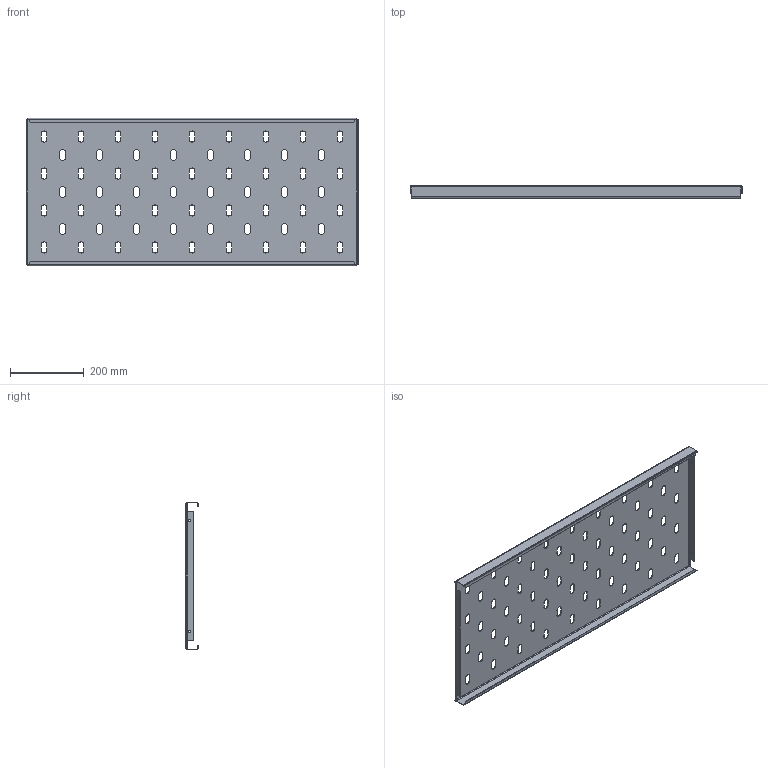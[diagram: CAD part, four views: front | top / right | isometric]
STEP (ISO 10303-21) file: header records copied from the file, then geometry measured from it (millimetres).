
FILE_DESCRIPTION (( 'STEP AP214' ), '1' );
FILE_NAME ('945.105.STEP', '2024-10-04T07:09:25', ( '' ), ( '' ), 'SwSTEP 2.0', 'SolidWorks 2021', '' );
FILE_SCHEMA (( 'AUTOMOTIVE_DESIGN' ));
Length unit declared in the file: millimetre
Products named in the file (1): 945.105
Bounding box: 898 x 33 x 398 mm (x, y, z)
Volume: 620094.7 mm3; surface area: 838028.5 mm2
Topology: 1 solids, 1 shells, 394 faces, 1136 edges, 744 vertices
Faces by surface type: cylinder 224, plane 170
Entity records: 13370 total; most frequent: DIRECTION 2366, CARTESIAN_POINT 2323, ORIENTED_EDGE 2272, EDGE_CURVE 1136, AXIS2_PLACEMENT_3D 843, VERTEX_POINT 744, LINE 680, VECTOR 680
